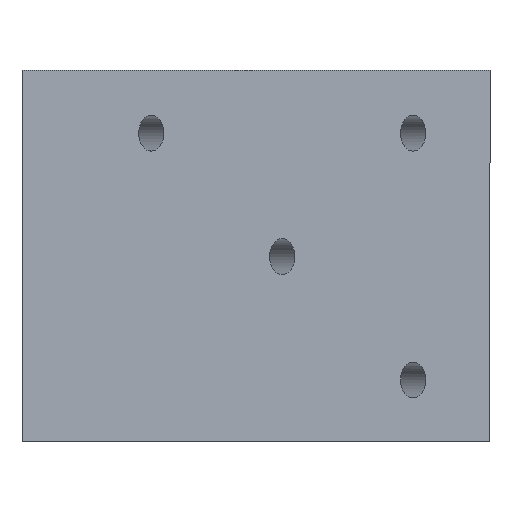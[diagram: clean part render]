
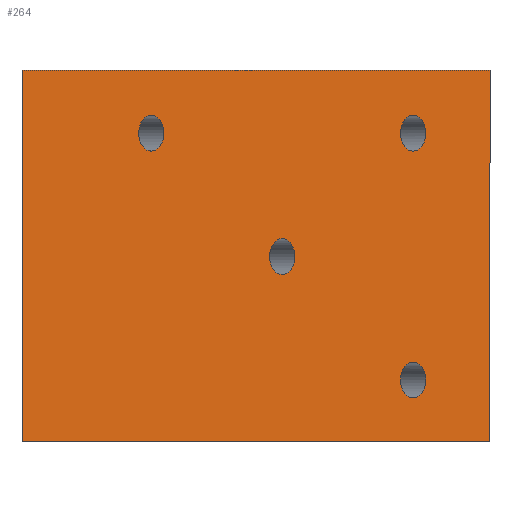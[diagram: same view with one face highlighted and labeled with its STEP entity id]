
A CAD part, front view. The second image highlights one B-rep face of the part: STEP entity #264.
In plain terms, the highlighted planar face has unit normal (0.707, -0.707, 0).
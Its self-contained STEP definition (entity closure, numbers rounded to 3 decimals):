
#27=FACE_BOUND('',#65,.T.);
#28=FACE_BOUND('',#66,.T.);
#29=FACE_BOUND('',#67,.T.);
#30=FACE_BOUND('',#68,.T.);
#35=CIRCLE('',#301,1.45);
#36=CIRCLE('',#302,1.45);
#37=CIRCLE('',#303,1.45);
#38=CIRCLE('',#304,1.45);
#48=FACE_OUTER_BOUND('',#64,.T.);
#64=EDGE_LOOP('',(#195,#196,#197,#198));
#65=EDGE_LOOP('',(#199));
#66=EDGE_LOOP('',(#200));
#67=EDGE_LOOP('',(#201));
#68=EDGE_LOOP('',(#202));
#81=LINE('',#411,#101);
#88=LINE('',#425,#108);
#89=LINE('',#431,#109);
#91=LINE('',#434,#111);
#101=VECTOR('',#329,10.);
#108=VECTOR('',#338,10.);
#109=VECTOR('',#345,10.);
#111=VECTOR('',#349,10.);
#121=VERTEX_POINT('',#409);
#122=VERTEX_POINT('',#410);
#126=VERTEX_POINT('',#419);
#128=VERTEX_POINT('',#423);
#131=VERTEX_POINT('',#435);
#132=VERTEX_POINT('',#437);
#133=VERTEX_POINT('',#439);
#134=VERTEX_POINT('',#441);
#145=EDGE_CURVE('',#121,#122,#81,.T.);
#152=EDGE_CURVE('',#126,#128,#88,.T.);
#155=EDGE_CURVE('',#126,#121,#89,.T.);
#157=EDGE_CURVE('',#122,#128,#91,.T.);
#158=EDGE_CURVE('',#131,#131,#35,.T.);
#159=EDGE_CURVE('',#132,#132,#36,.T.);
#160=EDGE_CURVE('',#133,#133,#37,.T.);
#161=EDGE_CURVE('',#134,#134,#38,.T.);
#195=ORIENTED_EDGE('',*,*,#152,.T.);
#196=ORIENTED_EDGE('',*,*,#157,.F.);
#197=ORIENTED_EDGE('',*,*,#145,.F.);
#198=ORIENTED_EDGE('',*,*,#155,.F.);
#199=ORIENTED_EDGE('',*,*,#158,.T.);
#200=ORIENTED_EDGE('',*,*,#159,.T.);
#201=ORIENTED_EDGE('',*,*,#160,.T.);
#202=ORIENTED_EDGE('',*,*,#161,.T.);
#256=PLANE('',#300);
#264=ADVANCED_FACE('',(#48,#27,#28,#29,#30),#256,.T.);
#300=AXIS2_PLACEMENT_3D('',#433,#347,#348);
#301=AXIS2_PLACEMENT_3D('',#436,#350,#351);
#302=AXIS2_PLACEMENT_3D('',#438,#352,#353);
#303=AXIS2_PLACEMENT_3D('',#440,#354,#355);
#304=AXIS2_PLACEMENT_3D('',#442,#356,#357);
#329=DIRECTION('',(0.707,0.707,0.));
#338=DIRECTION('',(0.707,0.707,0.));
#345=DIRECTION('',(0.,0.,1.));
#347=DIRECTION('center_axis',(0.707,-0.707,0.));
#348=DIRECTION('ref_axis',(0.707,0.707,0.));
#349=DIRECTION('',(0.,0.,-1.));
#350=DIRECTION('center_axis',(-0.707,0.707,0.));
#351=DIRECTION('ref_axis',(-0.707,-0.707,0.));
#352=DIRECTION('center_axis',(-0.707,0.707,0.));
#353=DIRECTION('ref_axis',(-0.707,-0.707,0.));
#354=DIRECTION('center_axis',(-0.707,0.707,0.));
#355=DIRECTION('ref_axis',(-0.707,-0.707,0.));
#356=DIRECTION('center_axis',(-0.707,0.707,0.));
#357=DIRECTION('ref_axis',(-0.707,-0.707,0.));
#409=CARTESIAN_POINT('',(-45.83,7.911,44.1));
#410=CARTESIAN_POINT('',(-7.911,45.83,44.1));
#411=CARTESIAN_POINT('',(-36.35,17.391,44.1));
#419=CARTESIAN_POINT('',(-45.83,7.911,14.));
#423=CARTESIAN_POINT('',(-7.911,45.83,14.));
#425=CARTESIAN_POINT('',(-26.87,26.87,14.));
#431=CARTESIAN_POINT('',(-45.83,7.911,26.5));
#433=CARTESIAN_POINT('Origin',(-45.83,7.911,15.));
#434=CARTESIAN_POINT('',(-7.911,45.83,26.5));
#435=CARTESIAN_POINT('',(-34.33,19.41,39.));
#436=CARTESIAN_POINT('Origin',(-35.356,18.385,39.));
#437=CARTESIAN_POINT('',(-23.724,30.017,29.));
#438=CARTESIAN_POINT('Origin',(-24.749,28.992,29.));
#439=CARTESIAN_POINT('',(-13.117,40.624,39.));
#440=CARTESIAN_POINT('Origin',(-14.143,39.598,39.));
#441=CARTESIAN_POINT('',(-13.117,40.624,19.));
#442=CARTESIAN_POINT('Origin',(-14.143,39.598,19.));
